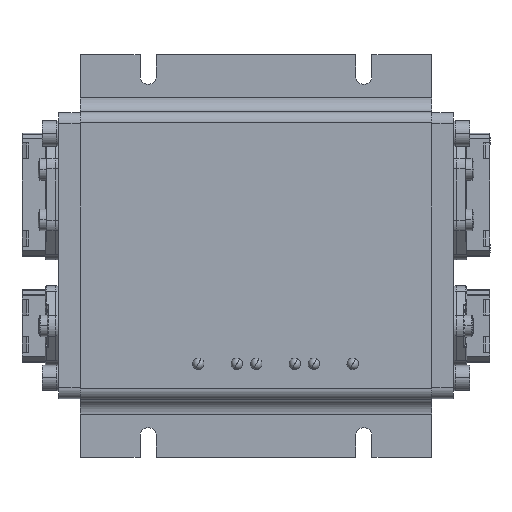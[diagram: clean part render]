
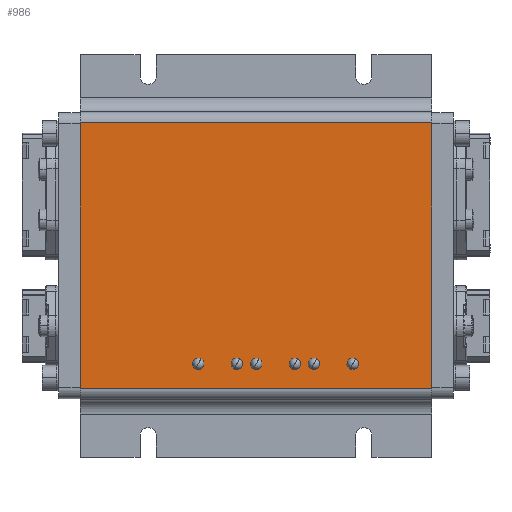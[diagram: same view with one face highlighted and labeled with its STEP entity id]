
A CAD part, top view. The second image highlights one B-rep face of the part: STEP entity #986.
In plain terms, the highlighted planar face has unit normal (0, 0, 1).
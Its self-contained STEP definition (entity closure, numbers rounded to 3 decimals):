
#858=AXIS2_PLACEMENT_3D('Plane Axis2P3D',#855,#856,#857) ;
#880=AXIS2_PLACEMENT_3D('Circle Axis2P3D',#878,#879,$) ;
#889=AXIS2_PLACEMENT_3D('Circle Axis2P3D',#887,#888,$) ;
#898=AXIS2_PLACEMENT_3D('Circle Axis2P3D',#896,#897,$) ;
#907=AXIS2_PLACEMENT_3D('Circle Axis2P3D',#905,#906,$) ;
#916=AXIS2_PLACEMENT_3D('Circle Axis2P3D',#914,#915,$) ;
#925=AXIS2_PLACEMENT_3D('Circle Axis2P3D',#923,#924,$) ;
#934=AXIS2_PLACEMENT_3D('Circle Axis2P3D',#932,#933,$) ;
#943=AXIS2_PLACEMENT_3D('Circle Axis2P3D',#941,#942,$) ;
#952=AXIS2_PLACEMENT_3D('Circle Axis2P3D',#950,#951,$) ;
#961=AXIS2_PLACEMENT_3D('Circle Axis2P3D',#959,#960,$) ;
#970=AXIS2_PLACEMENT_3D('Circle Axis2P3D',#968,#969,$) ;
#979=AXIS2_PLACEMENT_3D('Circle Axis2P3D',#977,#978,$) ;
#189=CARTESIAN_POINT('Vertex',(16.2,19.,53.)) ;
#192=CARTESIAN_POINT('Line Origine',(16.2,56.,53.)) ;
#196=CARTESIAN_POINT('Vertex',(16.2,93.,53.)) ;
#840=CARTESIAN_POINT('Vertex',(114.,19.,53.)) ;
#843=CARTESIAN_POINT('Line Origine',(65.1,19.,53.)) ;
#855=CARTESIAN_POINT('Axis2P3D Location',(65.1,19.,53.)) ;
#860=CARTESIAN_POINT('Line Origine',(114.,56.,53.)) ;
#864=CARTESIAN_POINT('Vertex',(114.,93.,53.)) ;
#867=CARTESIAN_POINT('Line Origine',(65.1,93.,53.)) ;
#878=CARTESIAN_POINT('Axis2P3D Location',(59.75,25.9,53.)) ;
#882=CARTESIAN_POINT('Vertex',(59.127,24.759,53.)) ;
#884=CARTESIAN_POINT('Vertex',(60.373,27.041,53.)) ;
#887=CARTESIAN_POINT('Axis2P3D Location',(59.75,25.9,53.)) ;
#896=CARTESIAN_POINT('Axis2P3D Location',(65.15,25.9,53.)) ;
#900=CARTESIAN_POINT('Vertex',(64.527,24.759,53.)) ;
#902=CARTESIAN_POINT('Vertex',(65.773,27.041,53.)) ;
#905=CARTESIAN_POINT('Axis2P3D Location',(65.15,25.9,53.)) ;
#914=CARTESIAN_POINT('Axis2P3D Location',(49.,25.9,53.)) ;
#918=CARTESIAN_POINT('Vertex',(48.377,24.759,53.)) ;
#920=CARTESIAN_POINT('Vertex',(49.623,27.041,53.)) ;
#923=CARTESIAN_POINT('Axis2P3D Location',(49.,25.9,53.)) ;
#932=CARTESIAN_POINT('Axis2P3D Location',(81.2,25.9,53.)) ;
#936=CARTESIAN_POINT('Vertex',(80.577,24.759,53.)) ;
#938=CARTESIAN_POINT('Vertex',(81.823,27.041,53.)) ;
#941=CARTESIAN_POINT('Axis2P3D Location',(81.2,25.9,53.)) ;
#950=CARTESIAN_POINT('Axis2P3D Location',(92.,25.9,53.)) ;
#954=CARTESIAN_POINT('Vertex',(91.377,24.759,53.)) ;
#956=CARTESIAN_POINT('Vertex',(92.623,27.041,53.)) ;
#959=CARTESIAN_POINT('Axis2P3D Location',(92.,25.9,53.)) ;
#968=CARTESIAN_POINT('Axis2P3D Location',(75.9,25.9,53.)) ;
#972=CARTESIAN_POINT('Vertex',(75.277,24.759,53.)) ;
#974=CARTESIAN_POINT('Vertex',(76.523,27.041,53.)) ;
#977=CARTESIAN_POINT('Axis2P3D Location',(75.9,25.9,53.)) ;
#193=DIRECTION('Vector Direction',(0.,1.,0.)) ;
#844=DIRECTION('Vector Direction',(-1.,0.,0.)) ;
#856=DIRECTION('Axis2P3D Direction',(0.,-0.,1.)) ;
#857=DIRECTION('Axis2P3D XDirection',(0.,1.,0.)) ;
#861=DIRECTION('Vector Direction',(0.,1.,0.)) ;
#868=DIRECTION('Vector Direction',(-1.,0.,0.)) ;
#879=DIRECTION('Axis2P3D Direction',(0.,-0.,1.)) ;
#888=DIRECTION('Axis2P3D Direction',(0.,-0.,1.)) ;
#897=DIRECTION('Axis2P3D Direction',(0.,-0.,1.)) ;
#906=DIRECTION('Axis2P3D Direction',(0.,-0.,1.)) ;
#915=DIRECTION('Axis2P3D Direction',(0.,-0.,1.)) ;
#924=DIRECTION('Axis2P3D Direction',(0.,-0.,1.)) ;
#933=DIRECTION('Axis2P3D Direction',(0.,-0.,1.)) ;
#942=DIRECTION('Axis2P3D Direction',(0.,-0.,1.)) ;
#951=DIRECTION('Axis2P3D Direction',(0.,-0.,1.)) ;
#960=DIRECTION('Axis2P3D Direction',(0.,-0.,1.)) ;
#969=DIRECTION('Axis2P3D Direction',(0.,-0.,1.)) ;
#978=DIRECTION('Axis2P3D Direction',(0.,-0.,1.)) ;
#194=VECTOR('Line Direction',#193,1.) ;
#845=VECTOR('Line Direction',#844,1.) ;
#862=VECTOR('Line Direction',#861,1.) ;
#869=VECTOR('Line Direction',#868,1.) ;
#873=ORIENTED_EDGE('',*,*,#847,.F.) ;
#874=ORIENTED_EDGE('',*,*,#866,.T.) ;
#875=ORIENTED_EDGE('',*,*,#871,.T.) ;
#876=ORIENTED_EDGE('',*,*,#198,.F.) ;
#893=ORIENTED_EDGE('',*,*,#886,.F.) ;
#894=ORIENTED_EDGE('',*,*,#891,.F.) ;
#911=ORIENTED_EDGE('',*,*,#904,.F.) ;
#912=ORIENTED_EDGE('',*,*,#909,.F.) ;
#929=ORIENTED_EDGE('',*,*,#922,.F.) ;
#930=ORIENTED_EDGE('',*,*,#927,.F.) ;
#947=ORIENTED_EDGE('',*,*,#940,.F.) ;
#948=ORIENTED_EDGE('',*,*,#945,.F.) ;
#965=ORIENTED_EDGE('',*,*,#958,.F.) ;
#966=ORIENTED_EDGE('',*,*,#963,.F.) ;
#983=ORIENTED_EDGE('',*,*,#976,.F.) ;
#984=ORIENTED_EDGE('',*,*,#981,.F.) ;
#895=FACE_BOUND('',#892,.T.) ;
#913=FACE_BOUND('',#910,.T.) ;
#931=FACE_BOUND('',#928,.T.) ;
#949=FACE_BOUND('',#946,.T.) ;
#967=FACE_BOUND('',#964,.T.) ;
#985=FACE_BOUND('',#982,.T.) ;
#986=ADVANCED_FACE('55744_IE-CDM-V14MRJSCP_VAPM-C.1\\Product1.4\\52848_ALGH_DO_A_FVB\\MMU_ALGH_KU_MD_FVB',(#877,#895,#913,#931,#949,#967,#985),#859,.T.) ;
#881=CIRCLE('generated circle',#880,1.3) ;
#890=CIRCLE('generated circle',#889,1.3) ;
#899=CIRCLE('generated circle',#898,1.3) ;
#908=CIRCLE('generated circle',#907,1.3) ;
#917=CIRCLE('generated circle',#916,1.3) ;
#926=CIRCLE('generated circle',#925,1.3) ;
#935=CIRCLE('generated circle',#934,1.3) ;
#944=CIRCLE('generated circle',#943,1.3) ;
#953=CIRCLE('generated circle',#952,1.3) ;
#962=CIRCLE('generated circle',#961,1.3) ;
#971=CIRCLE('generated circle',#970,1.3) ;
#980=CIRCLE('generated circle',#979,1.3) ;
#198=EDGE_CURVE('',#190,#197,#195,.T.) ;
#847=EDGE_CURVE('',#841,#190,#846,.T.) ;
#866=EDGE_CURVE('',#841,#865,#863,.T.) ;
#871=EDGE_CURVE('',#865,#197,#870,.T.) ;
#886=EDGE_CURVE('',#883,#885,#881,.T.) ;
#891=EDGE_CURVE('',#885,#883,#890,.T.) ;
#904=EDGE_CURVE('',#901,#903,#899,.T.) ;
#909=EDGE_CURVE('',#903,#901,#908,.T.) ;
#922=EDGE_CURVE('',#919,#921,#917,.T.) ;
#927=EDGE_CURVE('',#921,#919,#926,.T.) ;
#940=EDGE_CURVE('',#937,#939,#935,.T.) ;
#945=EDGE_CURVE('',#939,#937,#944,.T.) ;
#958=EDGE_CURVE('',#955,#957,#953,.T.) ;
#963=EDGE_CURVE('',#957,#955,#962,.T.) ;
#976=EDGE_CURVE('',#973,#975,#971,.T.) ;
#981=EDGE_CURVE('',#975,#973,#980,.T.) ;
#872=EDGE_LOOP('',(#873,#874,#875,#876)) ;
#892=EDGE_LOOP('',(#893,#894)) ;
#910=EDGE_LOOP('',(#911,#912)) ;
#928=EDGE_LOOP('',(#929,#930)) ;
#946=EDGE_LOOP('',(#947,#948)) ;
#964=EDGE_LOOP('',(#965,#966)) ;
#982=EDGE_LOOP('',(#983,#984)) ;
#877=FACE_OUTER_BOUND('',#872,.T.) ;
#195=LINE('Line',#192,#194) ;
#846=LINE('Line',#843,#845) ;
#863=LINE('Line',#860,#862) ;
#870=LINE('Line',#867,#869) ;
#859=PLANE('',#858) ;
#190=VERTEX_POINT('',#189) ;
#197=VERTEX_POINT('',#196) ;
#841=VERTEX_POINT('',#840) ;
#865=VERTEX_POINT('',#864) ;
#883=VERTEX_POINT('',#882) ;
#885=VERTEX_POINT('',#884) ;
#901=VERTEX_POINT('',#900) ;
#903=VERTEX_POINT('',#902) ;
#919=VERTEX_POINT('',#918) ;
#921=VERTEX_POINT('',#920) ;
#937=VERTEX_POINT('',#936) ;
#939=VERTEX_POINT('',#938) ;
#955=VERTEX_POINT('',#954) ;
#957=VERTEX_POINT('',#956) ;
#973=VERTEX_POINT('',#972) ;
#975=VERTEX_POINT('',#974) ;
